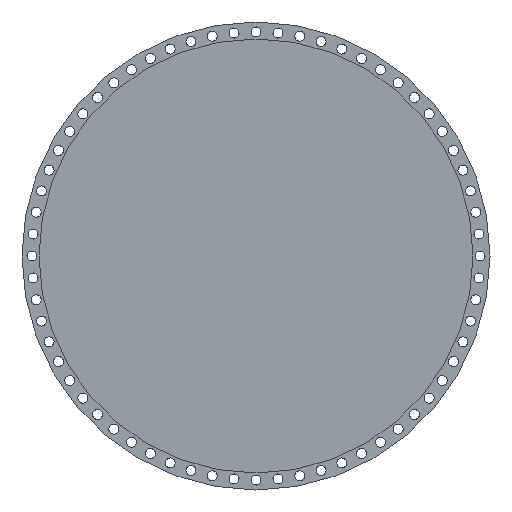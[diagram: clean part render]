
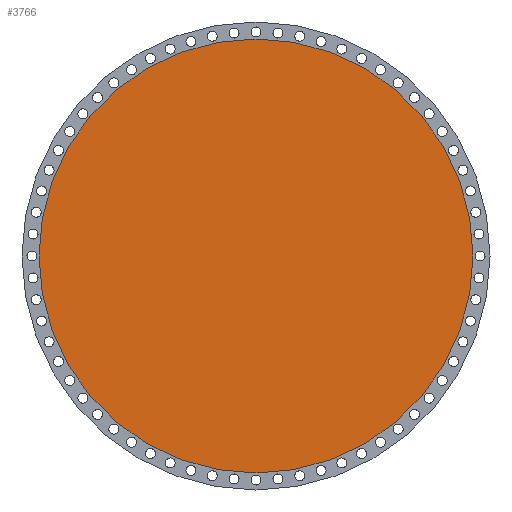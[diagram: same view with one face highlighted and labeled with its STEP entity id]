
A CAD part, left-side view. The second image highlights one B-rep face of the part: STEP entity #3766.
In plain terms, the highlighted planar face has unit normal (-1, 0, 0).
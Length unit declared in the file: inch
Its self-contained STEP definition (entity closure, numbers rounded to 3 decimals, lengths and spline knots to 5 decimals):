
#162 = DIRECTION ( 'NONE',  ( -1., 0., 0. ) ) ;
#304 = AXIS2_PLACEMENT_3D ( 'NONE', #2254, #1489, #1512 ) ;
#558 = VERTEX_POINT ( 'NONE', #3609 ) ;
#579 = FACE_OUTER_BOUND ( 'NONE', #3402, .T. ) ;
#640 = VERTEX_POINT ( 'NONE', #1763 ) ;
#689 = AXIS2_PLACEMENT_3D ( 'NONE', #3583, #162, #2833 ) ;
#1489 = DIRECTION ( 'NONE',  ( -1., 0., 0. ) ) ;
#1512 = DIRECTION ( 'NONE',  ( 0., 0., 1. ) ) ;
#1763 = CARTESIAN_POINT ( 'NONE',  ( 0., 0., -46.25 ) ) ;
#1825 = EDGE_CURVE ( 'NONE', #640, #558, #2535, .T. ) ;
#2149 = PLANE ( 'NONE',  #4573 ) ;
#2254 = CARTESIAN_POINT ( 'NONE',  ( 0., 0., 0. ) ) ;
#2535 = CIRCLE ( 'NONE', #689, 46.25 ) ;
#2794 = CIRCLE ( 'NONE', #304, 46.25 ) ;
#2833 = DIRECTION ( 'NONE',  ( 0., 0., 1. ) ) ;
#3324 = DIRECTION ( 'NONE',  ( -1., 0., 0. ) ) ;
#3402 = EDGE_LOOP ( 'NONE', ( #4987, #4019 ) ) ;
#3467 = EDGE_CURVE ( 'NONE', #558, #640, #2794, .T. ) ;
#3583 = CARTESIAN_POINT ( 'NONE',  ( 0., 0., 0. ) ) ;
#3609 = CARTESIAN_POINT ( 'NONE',  ( 0., 0., 46.25 ) ) ;
#3766 = ADVANCED_FACE ( 'NONE', ( #579 ), #2149, .T. ) ;
#4019 = ORIENTED_EDGE ( 'NONE', *, *, #1825, .T. ) ;
#4485 = CARTESIAN_POINT ( 'NONE',  ( 0., 0., 0. ) ) ;
#4573 = AXIS2_PLACEMENT_3D ( 'NONE', #4485, #3324, #4788 ) ;
#4788 = DIRECTION ( 'NONE',  ( 0., 0., 1. ) ) ;
#4987 = ORIENTED_EDGE ( 'NONE', *, *, #3467, .T. ) ;
